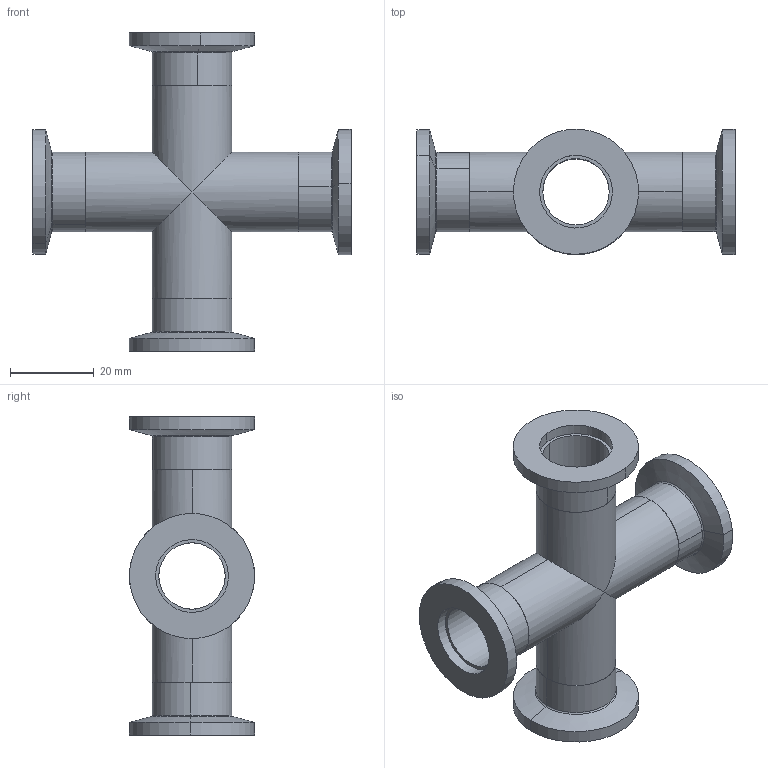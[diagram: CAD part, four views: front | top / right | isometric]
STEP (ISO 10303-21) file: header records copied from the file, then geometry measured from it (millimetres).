
FILE_DESCRIPTION (( 'STEP AP214' ), '1' );
FILE_NAME ('725000.STEP', '2023-12-28T16:48:46', ( '' ), ( '' ), 'SwSTEP 2.0', 'SolidWorks 2022', '' );
FILE_SCHEMA (( 'AUTOMOTIVE_DESIGN' ));
Length unit declared in the file: inch
Products named in the file (3): 940500; 725000; 713001
Assembly tree (5 placements, depth 2):
  725000
    940500
    713001  x4
Bounding box: 76.2 x 29.96 x 76.2 mm (x, y, z)
Volume: 14450 mm3; surface area: 19560.1 mm2
Topology: 5 solids, 5 shells, 100 faces, 208 edges, 124 vertices
Faces by surface type: cylinder 56, plane 20, torus 16, cone 8
Entity records: 1260 total; most frequent: CARTESIAN_POINT 236, DIRECTION 212, ORIENTED_EDGE 176, AXIS2_PLACEMENT_3D 92, EDGE_CURVE 88, VERTEX_POINT 52, EDGE_LOOP 48, CIRCLE 44
